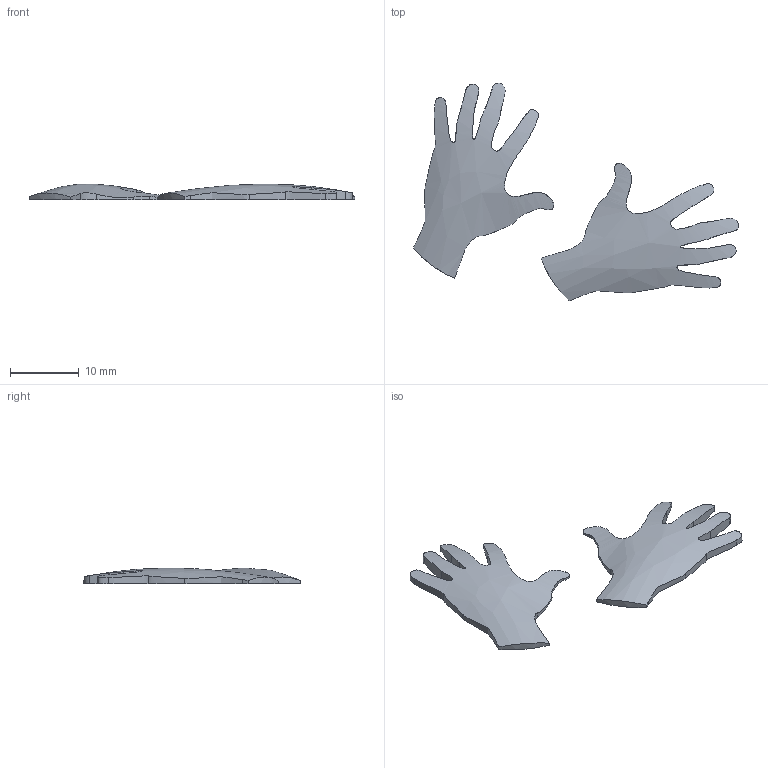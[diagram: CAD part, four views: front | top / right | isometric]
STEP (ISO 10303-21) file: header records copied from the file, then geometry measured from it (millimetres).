
FILE_DESCRIPTION(/* description */ (''),/* implementation_level */ '2;1');
FILE_NAME(/* name */ '201812~3',/* time_stamp */ '2018-12-08T22:01:47+01:00',/* author */ (''),/* organization */ (''),/* preprocessor_version */ 'ST-DEVELOPER v16.5',/* originating_system */ '',/* authorisation */ '');
FILE_SCHEMA (('AUTOMOTIVE_DESIGN'));
Length unit declared in the file: millimetre
Products named in the file (1): Document
Bounding box: 47.22 x 31.65 x 2.32 mm (x, y, z)
Volume: 846.1 mm3; surface area: 1384.7 mm2
Topology: 2 solids, 2 shells, 60 faces, 168 edges, 112 vertices
Faces by surface type: bspline 58, plane 2
Entity records: 3234 total; most frequent: CARTESIAN_POINT 2178, ORIENTED_EDGE 336, EDGE_CURVE 168, B_SPLINE_CURVE_WITH_KNOTS 168, VERTEX_POINT 112, ADVANCED_FACE 60, FACE_OUTER_BOUND 60, EDGE_LOOP 60
